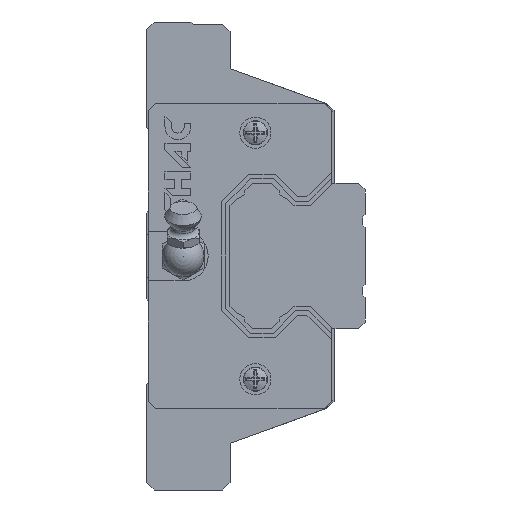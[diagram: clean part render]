
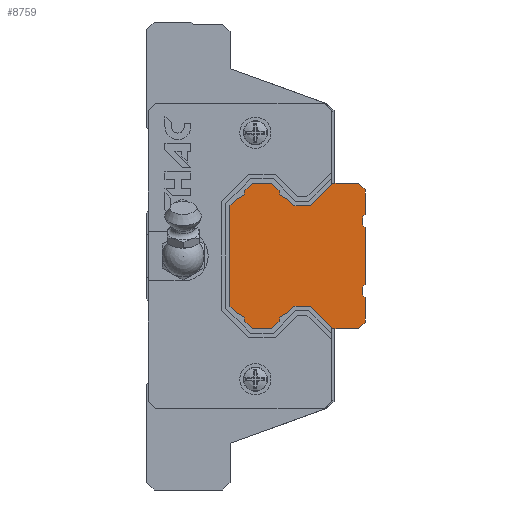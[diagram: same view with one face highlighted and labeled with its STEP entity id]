
A CAD part, left-side view. The second image highlights one B-rep face of the part: STEP entity #8759.
In plain terms, the highlighted planar face has unit normal (-1, 0, 0).
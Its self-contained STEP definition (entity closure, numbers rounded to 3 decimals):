
#232=CIRCLE('',#9346,1.411);
#233=CIRCLE('',#9347,1.411);
#234=CIRCLE('',#9348,1.411);
#235=CIRCLE('',#9349,1.411);
#453=ORIENTED_EDGE('',*,*,#2988,.T.);
#454=ORIENTED_EDGE('',*,*,#2989,.T.);
#455=ORIENTED_EDGE('',*,*,#2990,.T.);
#456=ORIENTED_EDGE('',*,*,#2954,.F.);
#457=ORIENTED_EDGE('',*,*,#2991,.T.);
#458=ORIENTED_EDGE('',*,*,#2992,.T.);
#459=ORIENTED_EDGE('',*,*,#2993,.T.);
#460=ORIENTED_EDGE('',*,*,#2958,.F.);
#461=ORIENTED_EDGE('',*,*,#2994,.F.);
#462=ORIENTED_EDGE('',*,*,#2995,.F.);
#463=ORIENTED_EDGE('',*,*,#2996,.F.);
#464=ORIENTED_EDGE('',*,*,#2997,.F.);
#465=ORIENTED_EDGE('',*,*,#2998,.F.);
#466=ORIENTED_EDGE('',*,*,#2999,.T.);
#467=ORIENTED_EDGE('',*,*,#3000,.F.);
#468=ORIENTED_EDGE('',*,*,#3001,.F.);
#469=ORIENTED_EDGE('',*,*,#3002,.F.);
#470=ORIENTED_EDGE('',*,*,#3003,.T.);
#471=ORIENTED_EDGE('',*,*,#3004,.F.);
#472=ORIENTED_EDGE('',*,*,#3005,.F.);
#473=ORIENTED_EDGE('',*,*,#3006,.F.);
#474=ORIENTED_EDGE('',*,*,#3007,.T.);
#475=ORIENTED_EDGE('',*,*,#3008,.F.);
#476=ORIENTED_EDGE('',*,*,#3009,.F.);
#477=ORIENTED_EDGE('',*,*,#3010,.F.);
#478=ORIENTED_EDGE('',*,*,#3011,.T.);
#479=ORIENTED_EDGE('',*,*,#3012,.F.);
#480=ORIENTED_EDGE('',*,*,#3013,.F.);
#481=ORIENTED_EDGE('',*,*,#3014,.F.);
#482=ORIENTED_EDGE('',*,*,#3015,.F.);
#483=ORIENTED_EDGE('',*,*,#3016,.F.);
#484=ORIENTED_EDGE('',*,*,#2945,.F.);
#2945=EDGE_CURVE('',#4214,#4215,#5077,.T.);
#2954=EDGE_CURVE('',#4223,#4221,#5083,.T.);
#2958=EDGE_CURVE('',#4227,#4225,#5087,.T.);
#2988=EDGE_CURVE('',#4214,#4254,#5113,.T.);
#2989=EDGE_CURVE('',#4254,#4255,#5114,.T.);
#2990=EDGE_CURVE('',#4255,#4221,#5115,.T.);
#2991=EDGE_CURVE('',#4223,#4256,#5116,.T.);
#2992=EDGE_CURVE('',#4256,#4257,#5117,.T.);
#2993=EDGE_CURVE('',#4257,#4225,#5118,.T.);
#2994=EDGE_CURVE('',#4258,#4227,#5119,.T.);
#2995=EDGE_CURVE('',#4259,#4258,#5120,.T.);
#2996=EDGE_CURVE('',#4260,#4259,#5121,.T.);
#2997=EDGE_CURVE('',#4261,#4260,#5122,.T.);
#2998=EDGE_CURVE('',#4262,#4261,#5123,.T.);
#2999=EDGE_CURVE('',#4262,#4263,#232,.T.);
#3000=EDGE_CURVE('',#4264,#4263,#5124,.T.);
#3001=EDGE_CURVE('',#4265,#4264,#5125,.T.);
#3002=EDGE_CURVE('',#4266,#4265,#5126,.T.);
#3003=EDGE_CURVE('',#4266,#4267,#233,.T.);
#3004=EDGE_CURVE('',#4268,#4267,#5127,.T.);
#3005=EDGE_CURVE('',#4269,#4268,#5128,.T.);
#3006=EDGE_CURVE('',#4270,#4269,#5129,.T.);
#3007=EDGE_CURVE('',#4270,#4271,#234,.T.);
#3008=EDGE_CURVE('',#4272,#4271,#5130,.T.);
#3009=EDGE_CURVE('',#4273,#4272,#5131,.T.);
#3010=EDGE_CURVE('',#4274,#4273,#5132,.T.);
#3011=EDGE_CURVE('',#4274,#4275,#235,.T.);
#3012=EDGE_CURVE('',#4276,#4275,#5133,.T.);
#3013=EDGE_CURVE('',#4277,#4276,#5134,.T.);
#3014=EDGE_CURVE('',#4278,#4277,#5135,.T.);
#3015=EDGE_CURVE('',#4279,#4278,#5136,.T.);
#3016=EDGE_CURVE('',#4215,#4279,#5137,.T.);
#4214=VERTEX_POINT('',#12495);
#4215=VERTEX_POINT('',#12497);
#4221=VERTEX_POINT('',#12510);
#4223=VERTEX_POINT('',#12514);
#4225=VERTEX_POINT('',#12519);
#4227=VERTEX_POINT('',#12523);
#4254=VERTEX_POINT('',#12583);
#4255=VERTEX_POINT('',#12585);
#4256=VERTEX_POINT('',#12588);
#4257=VERTEX_POINT('',#12590);
#4258=VERTEX_POINT('',#12593);
#4259=VERTEX_POINT('',#12595);
#4260=VERTEX_POINT('',#12597);
#4261=VERTEX_POINT('',#12599);
#4262=VERTEX_POINT('',#12601);
#4263=VERTEX_POINT('',#12603);
#4264=VERTEX_POINT('',#12605);
#4265=VERTEX_POINT('',#12607);
#4266=VERTEX_POINT('',#12609);
#4267=VERTEX_POINT('',#12611);
#4268=VERTEX_POINT('',#12613);
#4269=VERTEX_POINT('',#12615);
#4270=VERTEX_POINT('',#12617);
#4271=VERTEX_POINT('',#12619);
#4272=VERTEX_POINT('',#12621);
#4273=VERTEX_POINT('',#12623);
#4274=VERTEX_POINT('',#12625);
#4275=VERTEX_POINT('',#12627);
#4276=VERTEX_POINT('',#12629);
#4277=VERTEX_POINT('',#12631);
#4278=VERTEX_POINT('',#12633);
#4279=VERTEX_POINT('',#12635);
#5077=LINE('',#12496,#6123);
#5083=LINE('',#12515,#6129);
#5087=LINE('',#12524,#6133);
#5113=LINE('',#12582,#6159);
#5114=LINE('',#12584,#6160);
#5115=LINE('',#12586,#6161);
#5116=LINE('',#12587,#6162);
#5117=LINE('',#12589,#6163);
#5118=LINE('',#12591,#6164);
#5119=LINE('',#12592,#6165);
#5120=LINE('',#12594,#6166);
#5121=LINE('',#12596,#6167);
#5122=LINE('',#12598,#6168);
#5123=LINE('',#12600,#6169);
#5124=LINE('',#12604,#6170);
#5125=LINE('',#12606,#6171);
#5126=LINE('',#12608,#6172);
#5127=LINE('',#12612,#6173);
#5128=LINE('',#12614,#6174);
#5129=LINE('',#12616,#6175);
#5130=LINE('',#12620,#6176);
#5131=LINE('',#12622,#6177);
#5132=LINE('',#12624,#6178);
#5133=LINE('',#12628,#6179);
#5134=LINE('',#12630,#6180);
#5135=LINE('',#12632,#6181);
#5136=LINE('',#12634,#6182);
#5137=LINE('',#12636,#6183);
#6123=VECTOR('',#10042,1000.);
#6129=VECTOR('',#10056,1000.);
#6133=VECTOR('',#10062,1000.);
#6159=VECTOR('',#10100,1000.);
#6160=VECTOR('',#10101,1000.);
#6161=VECTOR('',#10102,1000.);
#6162=VECTOR('',#10103,1000.);
#6163=VECTOR('',#10104,1000.);
#6164=VECTOR('',#10105,1000.);
#6165=VECTOR('',#10106,1000.);
#6166=VECTOR('',#10107,1000.);
#6167=VECTOR('',#10108,1000.);
#6168=VECTOR('',#10109,1000.);
#6169=VECTOR('',#10110,1000.);
#6170=VECTOR('',#10113,1000.);
#6171=VECTOR('',#10114,1000.);
#6172=VECTOR('',#10115,1000.);
#6173=VECTOR('',#10118,1000.);
#6174=VECTOR('',#10119,1000.);
#6175=VECTOR('',#10120,1000.);
#6176=VECTOR('',#10123,1000.);
#6177=VECTOR('',#10124,1000.);
#6178=VECTOR('',#10125,1000.);
#6179=VECTOR('',#10128,1000.);
#6180=VECTOR('',#10129,1000.);
#6181=VECTOR('',#10130,1000.);
#6182=VECTOR('',#10131,1000.);
#6183=VECTOR('',#10132,1000.);
#7175=EDGE_LOOP('',(#453,#454,#455,#456,#457,#458,#459,#460,#461,#462,#463,
#464,#465,#466,#467,#468,#469,#470,#471,#472,#473,#474,#475,#476,#477,#478,
#479,#480,#481,#482,#483,#484));
#7771=FACE_BOUND('',#7175,.T.);
#8364=PLANE('',#9345);
#8759=ADVANCED_FACE('',(#7771),#8364,.F.);
#9345=AXIS2_PLACEMENT_3D('',#12581,#10098,#10099);
#9346=AXIS2_PLACEMENT_3D('',#12602,#10111,#10112);
#9347=AXIS2_PLACEMENT_3D('',#12610,#10116,#10117);
#9348=AXIS2_PLACEMENT_3D('',#12618,#10121,#10122);
#9349=AXIS2_PLACEMENT_3D('',#12626,#10126,#10127);
#10042=DIRECTION('',(0.,0.,-1.));
#10056=DIRECTION('',(0.,0.,-1.));
#10062=DIRECTION('',(0.,0.,-1.));
#10098=DIRECTION('',(1.,0.,0.));
#10099=DIRECTION('',(0.,0.,-1.));
#10100=DIRECTION('',(0.,0.707,0.707));
#10101=DIRECTION('',(0.,0.,1.));
#10102=DIRECTION('',(0.,-0.707,0.707));
#10103=DIRECTION('',(0.,0.707,0.707));
#10104=DIRECTION('',(0.,0.,1.));
#10105=DIRECTION('',(0.,-0.707,0.707));
#10106=DIRECTION('',(0.,-0.707,-0.707));
#10107=DIRECTION('',(0.,-1.,0.));
#10108=DIRECTION('',(0.,-0.707,0.707));
#10109=DIRECTION('',(0.,-1.,0.));
#10110=DIRECTION('',(0.,-0.707,-0.707));
#10111=DIRECTION('',(1.,0.,0.));
#10112=DIRECTION('',(0.,0.,-1.));
#10113=DIRECTION('',(0.,-0.707,-0.707));
#10114=DIRECTION('',(0.,-1.,0.));
#10115=DIRECTION('',(0.,-0.707,0.707));
#10116=DIRECTION('',(1.,0.,0.));
#10117=DIRECTION('',(0.,0.,-1.));
#10118=DIRECTION('',(0.,-0.707,0.707));
#10119=DIRECTION('',(0.,0.,1.));
#10120=DIRECTION('',(0.,0.707,0.707));
#10121=DIRECTION('',(1.,0.,0.));
#10122=DIRECTION('',(0.,0.,-1.));
#10123=DIRECTION('',(0.,0.707,0.707));
#10124=DIRECTION('',(0.,1.,0.));
#10125=DIRECTION('',(0.,0.707,-0.707));
#10126=DIRECTION('',(1.,0.,0.));
#10127=DIRECTION('',(0.,0.,-1.));
#10128=DIRECTION('',(0.,0.707,-0.707));
#10129=DIRECTION('',(0.,1.,0.));
#10130=DIRECTION('',(0.,0.707,0.707));
#10131=DIRECTION('',(0.,1.,0.));
#10132=DIRECTION('',(0.,0.707,-0.707));
#12495=CARTESIAN_POINT('',(-100.,0.,-8.));
#12496=CARTESIAN_POINT('',(-100.,0.,12.7));
#12497=CARTESIAN_POINT('',(-100.,0.,-12.7));
#12510=CARTESIAN_POINT('',(-100.,0.,-5.5));
#12514=CARTESIAN_POINT('',(-100.,0.,5.5));
#12515=CARTESIAN_POINT('',(-100.,0.,12.7));
#12519=CARTESIAN_POINT('',(-100.,0.,8.));
#12523=CARTESIAN_POINT('',(-100.,0.,12.7));
#12524=CARTESIAN_POINT('',(-100.,0.,12.7));
#12581=CARTESIAN_POINT('',(-100.,15.159,12.541));
#12582=CARTESIAN_POINT('',(-100.,0.,-8.));
#12583=CARTESIAN_POINT('',(-100.,0.5,-7.5));
#12584=CARTESIAN_POINT('',(-100.,0.5,-7.5));
#12585=CARTESIAN_POINT('',(-100.,0.5,-6.));
#12586=CARTESIAN_POINT('',(-100.,0.5,-6.));
#12587=CARTESIAN_POINT('',(-100.,0.,5.5));
#12588=CARTESIAN_POINT('',(-100.,0.5,6.));
#12589=CARTESIAN_POINT('',(-100.,0.5,6.));
#12590=CARTESIAN_POINT('',(-100.,0.5,7.5));
#12591=CARTESIAN_POINT('',(-100.,0.5,7.5));
#12592=CARTESIAN_POINT('',(-100.,1.3,14.));
#12593=CARTESIAN_POINT('',(-100.,1.3,14.));
#12594=CARTESIAN_POINT('',(-100.,6.2,14.));
#12595=CARTESIAN_POINT('',(-100.,6.2,14.));
#12596=CARTESIAN_POINT('',(-100.,10.505,9.695));
#12597=CARTESIAN_POINT('',(-100.,10.505,9.695));
#12598=CARTESIAN_POINT('',(-100.,13.7,9.695));
#12599=CARTESIAN_POINT('',(-100.,13.7,9.695));
#12600=CARTESIAN_POINT('',(-100.,15.135,11.13));
#12601=CARTESIAN_POINT('',(-100.,15.135,11.13));
#12602=CARTESIAN_POINT('',(-100.,15.159,12.541));
#12603=CARTESIAN_POINT('',(-100.,16.57,12.565));
#12604=CARTESIAN_POINT('',(-100.,18.005,14.));
#12605=CARTESIAN_POINT('',(-100.,18.005,14.));
#12606=CARTESIAN_POINT('',(-100.,21.695,14.));
#12607=CARTESIAN_POINT('',(-100.,21.695,14.));
#12608=CARTESIAN_POINT('',(-100.,23.13,12.565));
#12609=CARTESIAN_POINT('',(-100.,23.13,12.565));
#12610=CARTESIAN_POINT('',(-100.,24.541,12.541));
#12611=CARTESIAN_POINT('',(-100.,24.565,11.13));
#12612=CARTESIAN_POINT('',(-100.,26.,9.695));
#12613=CARTESIAN_POINT('',(-100.,26.,9.695));
#12614=CARTESIAN_POINT('',(-100.,26.,-9.695));
#12615=CARTESIAN_POINT('',(-100.,26.,-9.695));
#12616=CARTESIAN_POINT('',(-100.,24.565,-11.13));
#12617=CARTESIAN_POINT('',(-100.,24.565,-11.13));
#12618=CARTESIAN_POINT('',(-100.,24.541,-12.541));
#12619=CARTESIAN_POINT('',(-100.,23.13,-12.565));
#12620=CARTESIAN_POINT('',(-100.,21.695,-14.));
#12621=CARTESIAN_POINT('',(-100.,21.695,-14.));
#12622=CARTESIAN_POINT('',(-100.,18.005,-14.));
#12623=CARTESIAN_POINT('',(-100.,18.005,-14.));
#12624=CARTESIAN_POINT('',(-100.,16.57,-12.565));
#12625=CARTESIAN_POINT('',(-100.,16.57,-12.565));
#12626=CARTESIAN_POINT('',(-100.,15.159,-12.541));
#12627=CARTESIAN_POINT('',(-100.,15.135,-11.13));
#12628=CARTESIAN_POINT('',(-100.,13.7,-9.695));
#12629=CARTESIAN_POINT('',(-100.,13.7,-9.695));
#12630=CARTESIAN_POINT('',(-100.,10.505,-9.695));
#12631=CARTESIAN_POINT('',(-100.,10.505,-9.695));
#12632=CARTESIAN_POINT('',(-100.,6.2,-14.));
#12633=CARTESIAN_POINT('',(-100.,6.2,-14.));
#12634=CARTESIAN_POINT('',(-100.,1.3,-14.));
#12635=CARTESIAN_POINT('',(-100.,1.3,-14.));
#12636=CARTESIAN_POINT('',(-100.,0.,-12.7));
